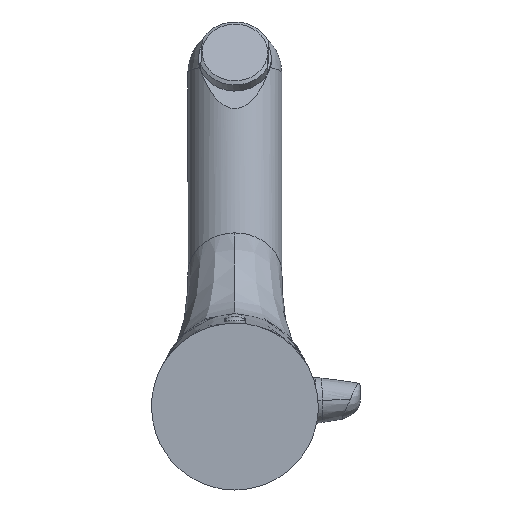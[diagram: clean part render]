
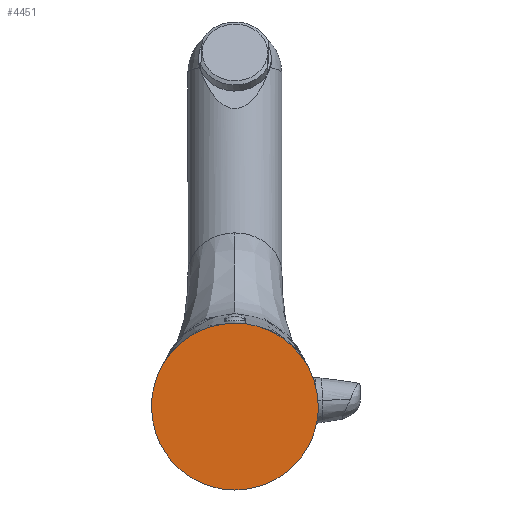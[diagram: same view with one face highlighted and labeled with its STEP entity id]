
A CAD part, front view. The second image highlights one B-rep face of the part: STEP entity #4451.
In plain terms, the highlighted planar face has unit normal (0, -1, 0).
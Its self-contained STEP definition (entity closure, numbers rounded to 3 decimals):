
#170 = CARTESIAN_POINT ( 'NONE',  ( 19.952, 0., 19.951 ) ) ;
#295 = CARTESIAN_POINT ( 'NONE',  ( -19.951, 0., -19.952 ) ) ;
#399 = B_SPLINE_CURVE_WITH_KNOTS ( 'NONE', 3,
 ( #2929, #6756, #7915, #4239, #295, #4905, #962, #5548 ),
 .UNSPECIFIED., .F., .F.,
 ( 4, 1, 1, 1, 1, 4 ),
 ( 0., 0., 0.011, 0.021, 0.032, 0.043 ),
 .UNSPECIFIED. ) ;
#504 = ORIENTED_EDGE ( 'NONE', *, *, #8003, .T. ) ;
#540 = CARTESIAN_POINT ( 'NONE',  ( 27.5, 0., 0. ) ) ;
#833 = CARTESIAN_POINT ( 'NONE',  ( 3.6, 0., 27.5 ) ) ;
#837 = DIRECTION ( 'NONE',  ( -1., 0., 0. ) ) ;
#850 = DIRECTION ( 'NONE',  ( 0., -1., 0. ) ) ;
#859 = PLANE ( 'NONE',  #7086 ) ;
#915 = VERTEX_POINT ( 'NONE', #7057 ) ;
#962 = CARTESIAN_POINT ( 'NONE',  ( -3.599, 0., -27.5 ) ) ;
#1146 = B_SPLINE_CURVE_WITH_KNOTS ( 'NONE', 3,
 ( #4768, #4777, #4718, #4714, #4707, #4664, #4656 ),
 .UNSPECIFIED., .F., .F.,
 ( 4, 1, 1, 1, 4 ),
 ( 0., 0.011, 0.021, 0.032, 0.043 ),
 .UNSPECIFIED. ) ;
#1271 = CARTESIAN_POINT ( 'NONE',  ( 0., 0., 0. ) ) ;
#1840 = CARTESIAN_POINT ( 'NONE',  ( 0., 0., -27.5 ) ) ;
#2029 = B_SPLINE_CURVE_WITH_KNOTS ( 'NONE', 3,
 ( #1840, #6974, #3174, #7537, #3813, #8129, #4477, #540 ),
 .UNSPECIFIED., .F., .F.,
 ( 4, 1, 1, 1, 1, 4 ),
 ( 0., 0.011, 0.021, 0.032, 0.043, 0.043 ),
 .UNSPECIFIED. ) ;
#2100 = EDGE_CURVE ( 'NONE', #3493, #7103, #1146, .T. ) ;
#2242 = CARTESIAN_POINT ( 'NONE',  ( 0., 0., 27.5 ) ) ;
#2548 = FACE_OUTER_BOUND ( 'NONE', #4729, .T. ) ;
#2929 = CARTESIAN_POINT ( 'NONE',  ( -27.5, 0., 0. ) ) ;
#3174 = CARTESIAN_POINT ( 'NONE',  ( 10.798, 0., -26.068 ) ) ;
#3322 = CARTESIAN_POINT ( 'NONE',  ( 27.5, 0., 0. ) ) ;
#3493 = VERTEX_POINT ( 'NONE', #2242 ) ;
#3813 = CARTESIAN_POINT ( 'NONE',  ( 26.068, 0., -10.798 ) ) ;
#4111 = CARTESIAN_POINT ( 'NONE',  ( 26.068, 0., 10.798 ) ) ;
#4239 = CARTESIAN_POINT ( 'NONE',  ( -26.068, 0., -10.798 ) ) ;
#4451 = ADVANCED_FACE ( 'NONE', ( #2548 ), #859, .T. ) ;
#4477 = CARTESIAN_POINT ( 'NONE',  ( 27.5, 0., 0. ) ) ;
#4656 = CARTESIAN_POINT ( 'NONE',  ( -27.5, 0., 0. ) ) ;
#4664 = CARTESIAN_POINT ( 'NONE',  ( -27.5, 0., 3.599 ) ) ;
#4688 = EDGE_CURVE ( 'NONE', #7103, #915, #399, .T. ) ;
#4707 = CARTESIAN_POINT ( 'NONE',  ( -26.068, 0., 10.798 ) ) ;
#4714 = CARTESIAN_POINT ( 'NONE',  ( -19.952, 0., 19.951 ) ) ;
#4718 = CARTESIAN_POINT ( 'NONE',  ( -10.798, 0., 26.068 ) ) ;
#4729 = EDGE_LOOP ( 'NONE', ( #6073, #504, #6280, #5817 ) ) ;
#4768 = CARTESIAN_POINT ( 'NONE',  ( 0., 0., 27.5 ) ) ;
#4776 = CARTESIAN_POINT ( 'NONE',  ( 10.798, 0., 26.068 ) ) ;
#4777 = CARTESIAN_POINT ( 'NONE',  ( -3.6, 0., 27.5 ) ) ;
#4905 = CARTESIAN_POINT ( 'NONE',  ( -10.798, 0., -26.068 ) ) ;
#4916 = EDGE_CURVE ( 'NONE', #915, #5595, #2029, .T. ) ;
#5424 = CARTESIAN_POINT ( 'NONE',  ( 0., 0., 27.5 ) ) ;
#5548 = CARTESIAN_POINT ( 'NONE',  ( 0., 0., -27.5 ) ) ;
#5595 = VERTEX_POINT ( 'NONE', #3322 ) ;
#5816 = B_SPLINE_CURVE_WITH_KNOTS ( 'NONE', 3,
 ( #7213, #7787, #4111, #170, #4776, #833, #5424 ),
 .UNSPECIFIED., .F., .F.,
 ( 4, 1, 1, 1, 4 ),
 ( 0., 0.011, 0.021, 0.032, 0.043 ),
 .UNSPECIFIED. ) ;
#5817 = ORIENTED_EDGE ( 'NONE', *, *, #4688, .T. ) ;
#6073 = ORIENTED_EDGE ( 'NONE', *, *, #4916, .T. ) ;
#6280 = ORIENTED_EDGE ( 'NONE', *, *, #2100, .T. ) ;
#6756 = CARTESIAN_POINT ( 'NONE',  ( -27.5, 0., 0. ) ) ;
#6974 = CARTESIAN_POINT ( 'NONE',  ( 3.599, 0., -27.5 ) ) ;
#7057 = CARTESIAN_POINT ( 'NONE',  ( 0., 0., -27.5 ) ) ;
#7086 = AXIS2_PLACEMENT_3D ( 'NONE', #1271, #850, #837 ) ;
#7103 = VERTEX_POINT ( 'NONE', #8215 ) ;
#7213 = CARTESIAN_POINT ( 'NONE',  ( 27.5, 0., 0. ) ) ;
#7537 = CARTESIAN_POINT ( 'NONE',  ( 19.951, 0., -19.952 ) ) ;
#7787 = CARTESIAN_POINT ( 'NONE',  ( 27.5, 0., 3.599 ) ) ;
#7915 = CARTESIAN_POINT ( 'NONE',  ( -27.5, 0., -3.599 ) ) ;
#8003 = EDGE_CURVE ( 'NONE', #5595, #3493, #5816, .T. ) ;
#8129 = CARTESIAN_POINT ( 'NONE',  ( 27.5, 0., -3.599 ) ) ;
#8215 = CARTESIAN_POINT ( 'NONE',  ( -27.5, 0., 0. ) ) ;
